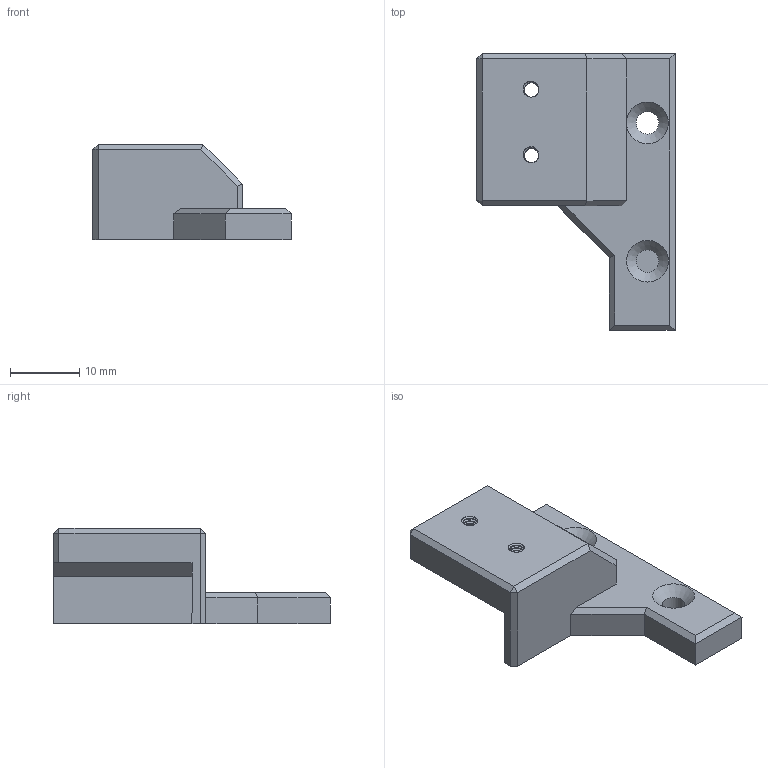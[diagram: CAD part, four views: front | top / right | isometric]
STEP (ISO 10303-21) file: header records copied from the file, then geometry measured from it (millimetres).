
FILE_DESCRIPTION(/* description */ (''),/* implementation_level */ '2;1');
FILE_NAME(/* name */ 'X Axis endstop mount.step',/* time_stamp */ '2024-11-17T20:45:27+01:00',/* author */ (''),/* organization */ (''),/* preprocessor_version */ 'ST-DEVELOPER v20',/* originating_system */ 'Autodesk Translation Framework v13.20.0.188',/* authorisation */ '');
FILE_SCHEMA (('AUTOMOTIVE_DESIGN { 1 0 10303 214 3 1 1 }'));
Length unit declared in the file: millimetre
Products named in the file (1): X Axis endstop mount
Bounding box: 28.67 x 40 x 13.8 mm (x, y, z)
Volume: 4367.8 mm3; surface area: 3028.1 mm2
Topology: 1 solids, 1 shells, 89 faces, 244 edges, 157 vertices
Faces by surface type: cylinder 50, plane 33, bspline 4, cone 2
Full cylindrical faces by diameter (mm): 2.075 x10, 2.58 x6, 3.25 x2
Entity records: 5798 total; most frequent: CARTESIAN_POINT 3707, ORIENTED_EDGE 488, DIRECTION 324, EDGE_CURVE 244, VERTEX_POINT 157, LINE 124, VECTOR 124, B_SPLINE_CURVE_WITH_KNOTS 104
